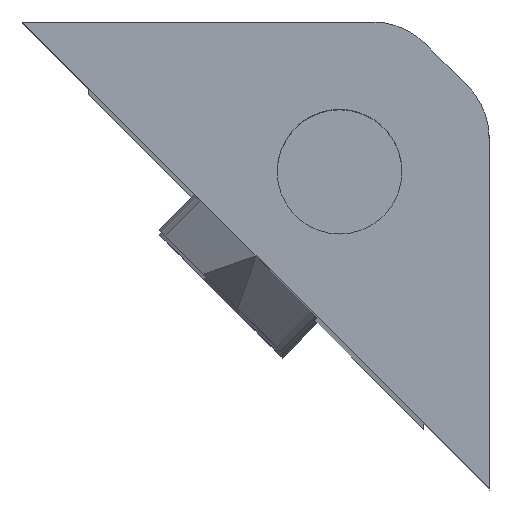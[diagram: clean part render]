
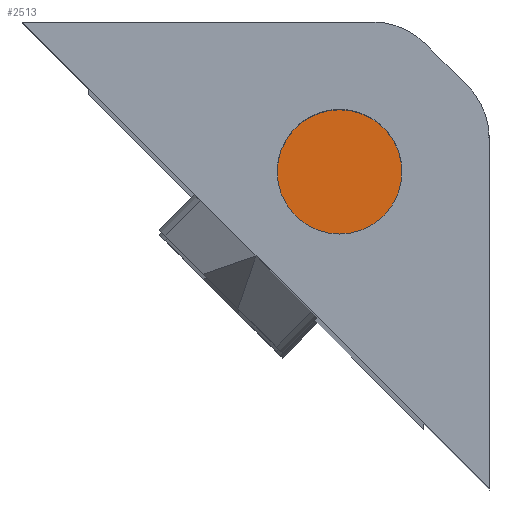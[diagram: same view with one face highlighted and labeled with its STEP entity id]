
A CAD part, top view. The second image highlights one B-rep face of the part: STEP entity #2513.
In plain terms, the highlighted free-form (B-spline) face has degree [1, 1] with [2, 2] control points.
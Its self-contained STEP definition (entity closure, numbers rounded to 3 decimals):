
#1701 = SURFACE_OF_REVOLUTION('',#1702,#1706);
#1702 = LINE('',#1703,#1704);
#1703 = CARTESIAN_POINT('',(10.,-6.5,
    179.));
#1704 = VECTOR('',#1705,1.);
#1705 = DIRECTION('',(0.,0.,1.));
#1706 = AXIS1_PLACEMENT('',#1707,#1708);
#1707 = CARTESIAN_POINT('',(10.,-4.,
    179.));
#1708 = DIRECTION('',(0.,0.,-1.));
#1756 = SURFACE_OF_REVOLUTION('',#1757,#1761);
#1757 = LINE('',#1758,#1759);
#1758 = CARTESIAN_POINT('',(10.,-1.5,
    179.));
#1759 = VECTOR('',#1760,1.);
#1760 = DIRECTION('',(0.,0.,1.));
#1761 = AXIS1_PLACEMENT('',#1762,#1763);
#1762 = CARTESIAN_POINT('',(10.,-4.,
    179.));
#1763 = DIRECTION('',(0.,0.,-1.));
#2363 = VERTEX_POINT('',#2364);
#2364 = CARTESIAN_POINT('',(10.,-6.5,
    179.));
#2385 = VERTEX_POINT('',#2386);
#2386 = CARTESIAN_POINT('',(10.,-1.5,
    179.));
#2405 = EDGE_CURVE('',#2363,#2385,#2406,.T.);
#2406 = SURFACE_CURVE('',#2407,(#2412,#2418),.PCURVE_S1.);
#2407 = CIRCLE('',#2408,2.5);
#2408 = AXIS2_PLACEMENT_3D('',#2409,#2410,#2411);
#2409 = CARTESIAN_POINT('',(10.,-4.,
    179.));
#2410 = DIRECTION('',(0.,0.,1.));
#2411 = DIRECTION('',(0.,-1.,0.));
#2412 = PCURVE('',#1701,#2413);
#2413 = DEFINITIONAL_REPRESENTATION('',(#2414),#2417);
#2414 = B_SPLINE_CURVE_WITH_KNOTS('',1,(#2415,#2416),.UNSPECIFIED.,.F.,
  .F.,(2,2),(0.,3.142),.PIECEWISE_BEZIER_KNOTS.);
#2415 = CARTESIAN_POINT('',(6.283,0.));
#2416 = CARTESIAN_POINT('',(3.142,0.));
#2417 = ( GEOMETRIC_REPRESENTATION_CONTEXT(2) 
PARAMETRIC_REPRESENTATION_CONTEXT() REPRESENTATION_CONTEXT('2D SPACE',''
  ) );
#2418 = PCURVE('',#2419,#2424);
#2419 = B_SPLINE_SURFACE_WITH_KNOTS('',1,1,(
    (#2420,#2421)
    ,(#2422,#2423
    )),.UNSPECIFIED.,.F.,.F.,.F.,(2,2),(2,2),(0.,1.),(0.,1.),
  .PIECEWISE_BEZIER_KNOTS.);
#2420 = CARTESIAN_POINT('',(12.5,-6.5,
    179.));
#2421 = CARTESIAN_POINT('',(7.5,-6.5,
    179.));
#2422 = CARTESIAN_POINT('',(12.5,-1.5,
    179.));
#2423 = CARTESIAN_POINT('',(7.5,-1.5,
    179.));
#2424 = DEFINITIONAL_REPRESENTATION('',(#2425),#2455);
#2425 = B_SPLINE_CURVE_WITH_KNOTS('',3,(#2426,#2427,#2428,#2429,#2430,
    #2431,#2432,#2433,#2434,#2435,#2436,#2437,#2438,#2439,#2440,#2441,
    #2442,#2443,#2444,#2445,#2446,#2447,#2448,#2449,#2450,#2451,#2452,
    #2453,#2454),.UNSPECIFIED.,.F.,.F.,(4,1,1,1,1,1,1,1,1,1,1,1,1,1,1,1,
    1,1,1,1,1,1,1,1,1,1,4),(0.,0.121,0.242,
    0.362,0.483,0.604,0.725,
    0.846,0.967,1.087,1.208,
    1.329,1.45,1.571,1.692,
    1.812,1.933,2.054,2.175,
    2.296,2.417,2.537,2.658,
    2.779,2.9,3.021,3.142),
  .UNSPECIFIED.);
#2426 = CARTESIAN_POINT('',(0.,0.5));
#2427 = CARTESIAN_POINT('',(0.,0.48));
#2428 = CARTESIAN_POINT('',(0.002,0.44));
#2429 = CARTESIAN_POINT('',(0.013,0.38));
#2430 = CARTESIAN_POINT('',(0.031,0.322));
#2431 = CARTESIAN_POINT('',(0.056,0.267));
#2432 = CARTESIAN_POINT('',(0.088,0.215));
#2433 = CARTESIAN_POINT('',(0.125,0.168));
#2434 = CARTESIAN_POINT('',(0.168,0.125));
#2435 = CARTESIAN_POINT('',(0.215,0.088));
#2436 = CARTESIAN_POINT('',(0.267,0.056));
#2437 = CARTESIAN_POINT('',(0.322,0.031));
#2438 = CARTESIAN_POINT('',(0.38,0.013));
#2439 = CARTESIAN_POINT('',(0.44,0.002));
#2440 = CARTESIAN_POINT('',(0.5,-0.001));
#2441 = CARTESIAN_POINT('',(0.56,0.002));
#2442 = CARTESIAN_POINT('',(0.62,0.013));
#2443 = CARTESIAN_POINT('',(0.678,0.031));
#2444 = CARTESIAN_POINT('',(0.733,0.056));
#2445 = CARTESIAN_POINT('',(0.785,0.088));
#2446 = CARTESIAN_POINT('',(0.832,0.125));
#2447 = CARTESIAN_POINT('',(0.875,0.168));
#2448 = CARTESIAN_POINT('',(0.912,0.215));
#2449 = CARTESIAN_POINT('',(0.944,0.267));
#2450 = CARTESIAN_POINT('',(0.969,0.322));
#2451 = CARTESIAN_POINT('',(0.987,0.38));
#2452 = CARTESIAN_POINT('',(0.998,0.44));
#2453 = CARTESIAN_POINT('',(1.,0.48));
#2454 = CARTESIAN_POINT('',(1.,0.5));
#2455 = ( GEOMETRIC_REPRESENTATION_CONTEXT(2) 
PARAMETRIC_REPRESENTATION_CONTEXT() REPRESENTATION_CONTEXT('2D SPACE',''
  ) );
#2513 = ADVANCED_FACE('',(#2514),#2419,.T.);
#2514 = FACE_BOUND('',#2515,.T.);
#2515 = EDGE_LOOP('',(#2516,#2563));
#2516 = ORIENTED_EDGE('',*,*,#2517,.T.);
#2517 = EDGE_CURVE('',#2385,#2363,#2518,.T.);
#2518 = SURFACE_CURVE('',#2519,(#2524,#2557),.PCURVE_S1.);
#2519 = CIRCLE('',#2520,2.5);
#2520 = AXIS2_PLACEMENT_3D('',#2521,#2522,#2523);
#2521 = CARTESIAN_POINT('',(10.,-4.,
    179.));
#2522 = DIRECTION('',(0.,0.,1.));
#2523 = DIRECTION('',(0.,1.,0.));
#2524 = PCURVE('',#2419,#2525);
#2525 = DEFINITIONAL_REPRESENTATION('',(#2526),#2556);
#2526 = B_SPLINE_CURVE_WITH_KNOTS('',3,(#2527,#2528,#2529,#2530,#2531,
    #2532,#2533,#2534,#2535,#2536,#2537,#2538,#2539,#2540,#2541,#2542,
    #2543,#2544,#2545,#2546,#2547,#2548,#2549,#2550,#2551,#2552,#2553,
    #2554,#2555),.UNSPECIFIED.,.F.,.F.,(4,1,1,1,1,1,1,1,1,1,1,1,1,1,1,1,
    1,1,1,1,1,1,1,1,1,1,4),(0.,0.121,0.242,
    0.362,0.483,0.604,0.725,
    0.846,0.967,1.087,1.208,
    1.329,1.45,1.571,1.692,
    1.812,1.933,2.054,2.175,
    2.296,2.417,2.537,2.658,
    2.779,2.9,3.021,3.142),
  .UNSPECIFIED.);
#2527 = CARTESIAN_POINT('',(1.,0.5));
#2528 = CARTESIAN_POINT('',(1.,0.52));
#2529 = CARTESIAN_POINT('',(0.998,0.56));
#2530 = CARTESIAN_POINT('',(0.987,0.62));
#2531 = CARTESIAN_POINT('',(0.969,0.678));
#2532 = CARTESIAN_POINT('',(0.944,0.733));
#2533 = CARTESIAN_POINT('',(0.912,0.785));
#2534 = CARTESIAN_POINT('',(0.875,0.832));
#2535 = CARTESIAN_POINT('',(0.832,0.875));
#2536 = CARTESIAN_POINT('',(0.785,0.912));
#2537 = CARTESIAN_POINT('',(0.733,0.944));
#2538 = CARTESIAN_POINT('',(0.678,0.969));
#2539 = CARTESIAN_POINT('',(0.62,0.987));
#2540 = CARTESIAN_POINT('',(0.56,0.998));
#2541 = CARTESIAN_POINT('',(0.5,1.001));
#2542 = CARTESIAN_POINT('',(0.44,0.998));
#2543 = CARTESIAN_POINT('',(0.38,0.987));
#2544 = CARTESIAN_POINT('',(0.322,0.969));
#2545 = CARTESIAN_POINT('',(0.267,0.944));
#2546 = CARTESIAN_POINT('',(0.215,0.912));
#2547 = CARTESIAN_POINT('',(0.168,0.875));
#2548 = CARTESIAN_POINT('',(0.125,0.832));
#2549 = CARTESIAN_POINT('',(0.088,0.785));
#2550 = CARTESIAN_POINT('',(0.056,0.733));
#2551 = CARTESIAN_POINT('',(0.031,0.678));
#2552 = CARTESIAN_POINT('',(0.013,0.62));
#2553 = CARTESIAN_POINT('',(0.002,0.56));
#2554 = CARTESIAN_POINT('',(0.,0.52));
#2555 = CARTESIAN_POINT('',(0.,0.5));
#2556 = ( GEOMETRIC_REPRESENTATION_CONTEXT(2) 
PARAMETRIC_REPRESENTATION_CONTEXT() REPRESENTATION_CONTEXT('2D SPACE',''
  ) );
#2557 = PCURVE('',#1756,#2558);
#2558 = DEFINITIONAL_REPRESENTATION('',(#2559),#2562);
#2559 = B_SPLINE_CURVE_WITH_KNOTS('',1,(#2560,#2561),.UNSPECIFIED.,.F.,
  .F.,(2,2),(0.,3.142),.PIECEWISE_BEZIER_KNOTS.);
#2560 = CARTESIAN_POINT('',(6.283,0.));
#2561 = CARTESIAN_POINT('',(3.142,0.));
#2562 = ( GEOMETRIC_REPRESENTATION_CONTEXT(2) 
PARAMETRIC_REPRESENTATION_CONTEXT() REPRESENTATION_CONTEXT('2D SPACE',''
  ) );
#2563 = ORIENTED_EDGE('',*,*,#2405,.T.);
